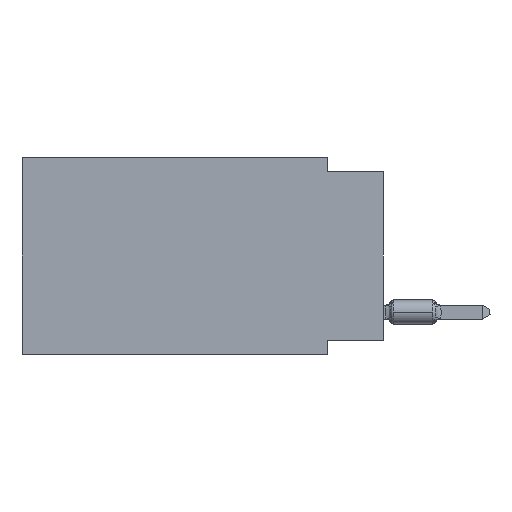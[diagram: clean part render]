
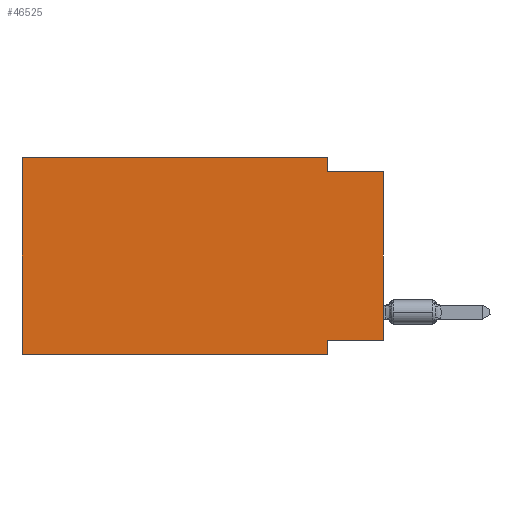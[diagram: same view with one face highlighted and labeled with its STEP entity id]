
A CAD part, left-side view. The second image highlights one B-rep face of the part: STEP entity #46525.
In plain terms, the highlighted planar face has unit normal (-1, 0, 0).
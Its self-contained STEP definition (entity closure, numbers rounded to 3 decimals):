
#380 = EDGE_CURVE ( 'NONE', #46321, #48404, #29228, .T. ) ;
#1248 = ORIENTED_EDGE ( 'NONE', *, *, #51301, .T. ) ;
#2007 = DIRECTION ( 'NONE',  ( 0., 0., 1. ) ) ;
#2868 = ORIENTED_EDGE ( 'NONE', *, *, #52125, .F. ) ;
#3273 = CARTESIAN_POINT ( 'NONE',  ( 0., 0., -8.255 ) ) ;
#4533 = VERTEX_POINT ( 'NONE', #22304 ) ;
#5818 = ORIENTED_EDGE ( 'NONE', *, *, #14096, .F. ) ;
#6923 = VERTEX_POINT ( 'NONE', #66476 ) ;
#7923 = CARTESIAN_POINT ( 'NONE',  ( 0., 16.383, -8.89 ) ) ;
#9457 = CARTESIAN_POINT ( 'NONE',  ( 0., 16.383, 0. ) ) ;
#9764 = CARTESIAN_POINT ( 'NONE',  ( 0., 2.54, -8.89 ) ) ;
#10919 = DIRECTION ( 'NONE',  ( 0., -1., 0. ) ) ;
#12787 = VERTEX_POINT ( 'NONE', #23782 ) ;
#13160 = ORIENTED_EDGE ( 'NONE', *, *, #71496, .F. ) ;
#13825 = DIRECTION ( 'NONE',  ( 0., 0., -1. ) ) ;
#14096 = EDGE_CURVE ( 'NONE', #4533, #74835, #14992, .T. ) ;
#14992 = LINE ( 'NONE', #3273, #61364 ) ;
#15403 = CARTESIAN_POINT ( 'NONE',  ( 0., 2.54, -0.635 ) ) ;
#15803 = VECTOR ( 'NONE', #2007, 1000. ) ;
#19524 = ORIENTED_EDGE ( 'NONE', *, *, #44805, .F. ) ;
#21462 = DIRECTION ( 'NONE',  ( 0., 1., 0. ) ) ;
#22304 = CARTESIAN_POINT ( 'NONE',  ( 0., 0., -8.255 ) ) ;
#23782 = CARTESIAN_POINT ( 'NONE',  ( 0., 16.383, 0. ) ) ;
#24399 = VERTEX_POINT ( 'NONE', #9764 ) ;
#25308 = VECTOR ( 'NONE', #73962, 1000. ) ;
#27156 = CARTESIAN_POINT ( 'NONE',  ( 0., 2.54, -8.89 ) ) ;
#28166 = VERTEX_POINT ( 'NONE', #7923 ) ;
#29228 = LINE ( 'NONE', #78588, #47885 ) ;
#29544 = ORIENTED_EDGE ( 'NONE', *, *, #51646, .F. ) ;
#34112 = LINE ( 'NONE', #9457, #68813 ) ;
#34788 = LINE ( 'NONE', #41263, #77037 ) ;
#37576 = DIRECTION ( 'NONE',  ( 0., 0., -1. ) ) ;
#41263 = CARTESIAN_POINT ( 'NONE',  ( 0., 16.383, -8.89 ) ) ;
#42455 = FACE_OUTER_BOUND ( 'NONE', #75362, .T. ) ;
#44707 = ORIENTED_EDGE ( 'NONE', *, *, #380, .F. ) ;
#44805 = EDGE_CURVE ( 'NONE', #28166, #12787, #48902, .T. ) ;
#44837 = AXIS2_PLACEMENT_3D ( 'NONE', #68736, #74789, #37576 ) ;
#44968 = LINE ( 'NONE', #27156, #49471 ) ;
#46321 = VERTEX_POINT ( 'NONE', #15403 ) ;
#46525 = ADVANCED_FACE ( 'NONE', ( #42455 ), #73593, .F. ) ;
#47857 = DIRECTION ( 'NONE',  ( 0., -1., 0. ) ) ;
#47885 = VECTOR ( 'NONE', #47857, 1000. ) ;
#48404 = VERTEX_POINT ( 'NONE', #54016 ) ;
#48694 = ORIENTED_EDGE ( 'NONE', *, *, #65388, .T. ) ;
#48902 = LINE ( 'NONE', #79218, #25308 ) ;
#49471 = VECTOR ( 'NONE', #13825, 1000. ) ;
#50563 = DIRECTION ( 'NONE',  ( 0., 0., -1. ) ) ;
#51301 = EDGE_CURVE ( 'NONE', #4533, #48404, #62656, .T. ) ;
#51646 = EDGE_CURVE ( 'NONE', #12787, #6923, #34112, .T. ) ;
#52125 = EDGE_CURVE ( 'NONE', #74835, #24399, #44968, .T. ) ;
#54016 = CARTESIAN_POINT ( 'NONE',  ( 0., 0., -0.635 ) ) ;
#55828 = LINE ( 'NONE', #56222, #58520 ) ;
#56222 = CARTESIAN_POINT ( 'NONE',  ( 0., 2.54, 0. ) ) ;
#57385 = CARTESIAN_POINT ( 'NONE',  ( 0., 0., 0. ) ) ;
#58443 = CARTESIAN_POINT ( 'NONE',  ( 0., 2.54, -8.255 ) ) ;
#58520 = VECTOR ( 'NONE', #50563, 1000. ) ;
#61364 = VECTOR ( 'NONE', #21462, 1000. ) ;
#62656 = LINE ( 'NONE', #57385, #15803 ) ;
#65388 = EDGE_CURVE ( 'NONE', #28166, #24399, #34788, .T. ) ;
#66476 = CARTESIAN_POINT ( 'NONE',  ( 0., 2.54, 0. ) ) ;
#68736 = CARTESIAN_POINT ( 'NONE',  ( 0., 16.383, 0. ) ) ;
#68813 = VECTOR ( 'NONE', #69727, 1000. ) ;
#69727 = DIRECTION ( 'NONE',  ( 0., -1., 0. ) ) ;
#71496 = EDGE_CURVE ( 'NONE', #6923, #46321, #55828, .T. ) ;
#73593 = PLANE ( 'NONE',  #44837 ) ;
#73962 = DIRECTION ( 'NONE',  ( 0., 0., 1. ) ) ;
#74789 = DIRECTION ( 'NONE',  ( 1., 0., 0. ) ) ;
#74835 = VERTEX_POINT ( 'NONE', #58443 ) ;
#75362 = EDGE_LOOP ( 'NONE', ( #1248, #44707, #13160, #29544, #19524, #48694, #2868, #5818 ) ) ;
#77037 = VECTOR ( 'NONE', #10919, 1000. ) ;
#78588 = CARTESIAN_POINT ( 'NONE',  ( 0., 0., -0.635 ) ) ;
#79218 = CARTESIAN_POINT ( 'NONE',  ( 0., 16.383, 0. ) ) ;
